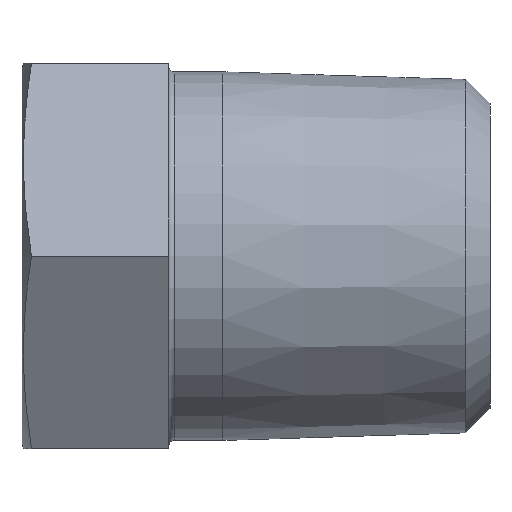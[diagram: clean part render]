
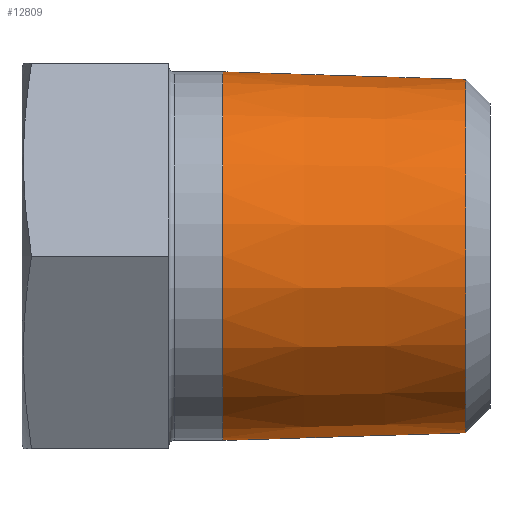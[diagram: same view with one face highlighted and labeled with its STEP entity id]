
A CAD part, front view. The second image highlights one B-rep face of the part: STEP entity #12809.
In plain terms, the highlighted conical face has half-angle 1.79 degrees and reference radius 6.579 mm.
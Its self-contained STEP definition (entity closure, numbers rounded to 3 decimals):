
#495 = DIRECTION ( 'NONE',  ( 0., 0., 1. ) ) ;
#1593 = FACE_OUTER_BOUND ( 'NONE', #6641, .T. ) ;
#3299 = AXIS2_PLACEMENT_3D ( 'NONE', #8913, #14306, #9150 ) ;
#3313 = CIRCLE ( 'NONE', #7361, 6.419 ) ;
#3616 = CONICAL_SURFACE ( 'NONE', #11155, 6.579, 0.031 ) ;
#6284 = CIRCLE ( 'NONE', #3299, 6.694 ) ;
#6506 = ORIENTED_EDGE ( 'NONE', *, *, #10244, .T. ) ;
#6641 = EDGE_LOOP ( 'NONE', ( #8293 ) ) ;
#6790 = CARTESIAN_POINT ( 'NONE',  ( 7.3, 0., 6.694 ) ) ;
#7361 = AXIS2_PLACEMENT_3D ( 'NONE', #12645, #14156, #14068 ) ;
#7871 = FACE_BOUND ( 'NONE', #8150, .T. ) ;
#7905 = CARTESIAN_POINT ( 'NONE',  ( 16.116, 0., -6.419 ) ) ;
#8074 = VERTEX_POINT ( 'NONE', #6790 ) ;
#8150 = EDGE_LOOP ( 'NONE', ( #6506 ) ) ;
#8293 = ORIENTED_EDGE ( 'NONE', *, *, #9428, .F. ) ;
#8913 = CARTESIAN_POINT ( 'NONE',  ( 7.3, 0., 0. ) ) ;
#9150 = DIRECTION ( 'NONE',  ( 0., 0., 1. ) ) ;
#9317 = VERTEX_POINT ( 'NONE', #7905 ) ;
#9428 = EDGE_CURVE ( 'NONE', #8074, #8074, #6284, .T. ) ;
#9622 = DIRECTION ( 'NONE',  ( -1., 0., 0. ) ) ;
#10244 = EDGE_CURVE ( 'NONE', #9317, #9317, #3313, .T. ) ;
#11155 = AXIS2_PLACEMENT_3D ( 'NONE', #12226, #9622, #495 ) ;
#12226 = CARTESIAN_POINT ( 'NONE',  ( 11., 0., 0. ) ) ;
#12645 = CARTESIAN_POINT ( 'NONE',  ( 16.116, 0., 0. ) ) ;
#12809 = ADVANCED_FACE ( 'NONE', ( #7871, #1593 ), #3616, .T. ) ;
#14068 = DIRECTION ( 'NONE',  ( 0., 0., -1. ) ) ;
#14156 = DIRECTION ( 'NONE',  ( -1., 0., 0. ) ) ;
#14306 = DIRECTION ( 'NONE',  ( -1., 0., 0. ) ) ;
